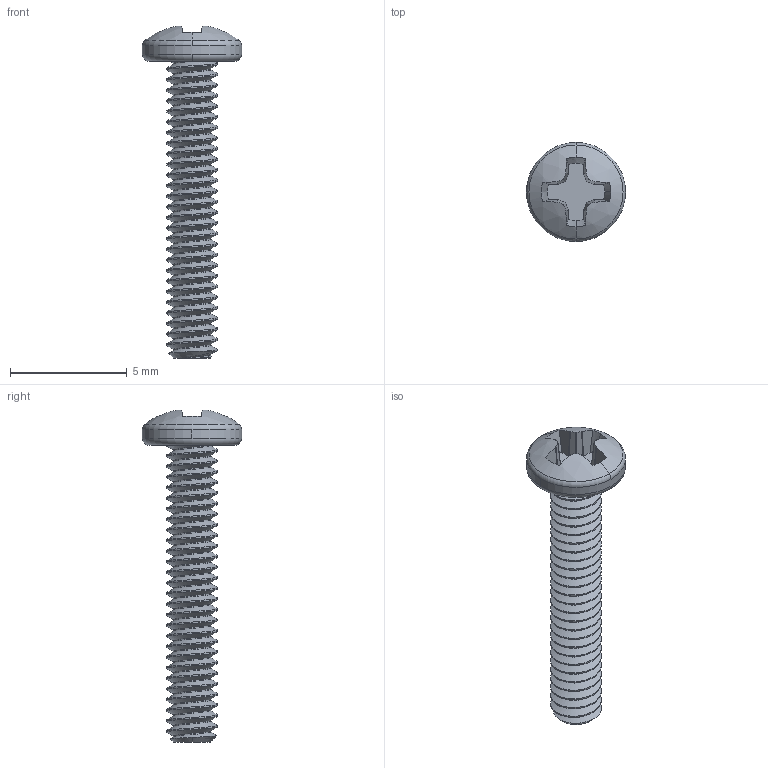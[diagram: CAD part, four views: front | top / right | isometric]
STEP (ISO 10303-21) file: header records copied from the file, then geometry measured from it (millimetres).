
FILE_DESCRIPTION (( 'STEP AP203' ), '1' );
FILE_NAME ('91772A081.step', '2012-05-21T14:00:02', ( 'Admin' ), ( 'Microsoft' ), 'SwSTEP 2.0', 'SolidWorks 2012', '' );
FILE_SCHEMA (( 'CONFIG_CONTROL_DESIGN' ));
Length unit declared in the file: inch
Products named in the file (1): 91772A081
Bounding box: 4.24 x 4.24 x 14.21 mm (x, y, z)
Volume: 48.3 mm3; surface area: 179.2 mm2
Topology: 1 solids, 1 shells, 192 faces, 562 edges, 373 vertices
Faces by surface type: cylinder 155, plane 19, cone 9, torus 4, bspline 3, sphere 2
Entity records: 8704 total; most frequent: CARTESIAN_POINT 4420, ORIENTED_EDGE 1124, DIRECTION 676, EDGE_CURVE 562, VERTEX_POINT 373, AXIS2_PLACEMENT_3D 245, EDGE_LOOP 193, FACE_OUTER_BOUND 192
